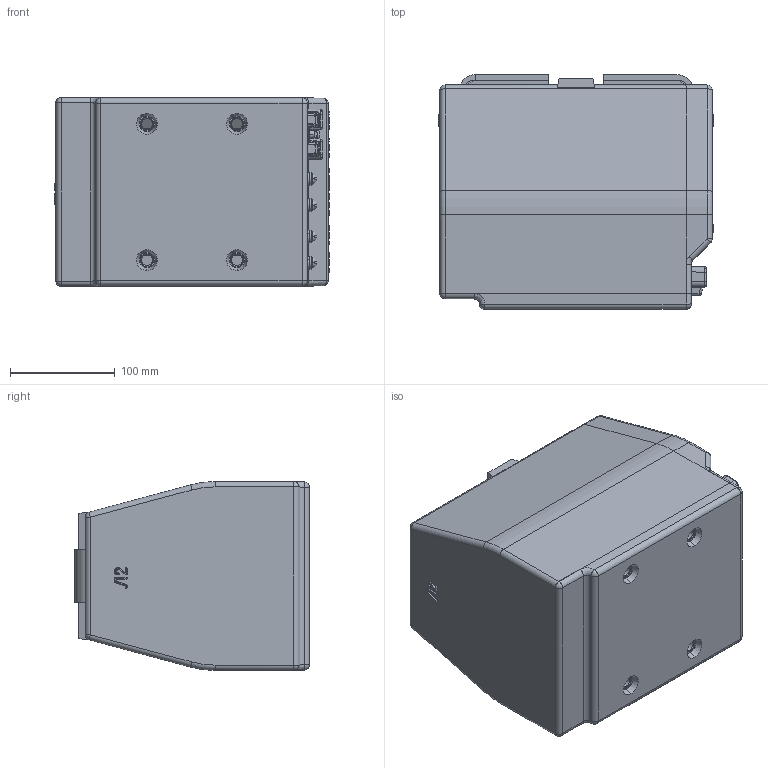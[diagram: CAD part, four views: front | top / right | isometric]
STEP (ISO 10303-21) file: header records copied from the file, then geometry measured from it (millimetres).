
FILE_DESCRIPTION (( 'STEP AP203' ), '1' );
FILE_NAME ('ÒÎË-10 3õ îáì.(10-800).STEP', '2013-09-26T09:46:11', ( '' ), ( '' ), 'SwSTEP 2.0', 'SolidWorks 2010', '' );
FILE_SCHEMA (( 'CONFIG_CONTROL_DESIGN' ));
Products named in the file (1): ÒÎË-10 3õ îáì.(10-800)
Bounding box: 263 x 224 x 180 mm (x, y, z)
Surface area: 283795.5 mm2 (no closed solid volume)
Topology: 0 solids, 120 shells, 907 faces, 7970 edges, 7132 vertices
Faces by surface type: plane 467, bspline 144, cylinder 141, cone 123, sphere 28, torus 4
Entity records: 104707 total; most frequent: CARTESIAN_POINT 55475, ORIENTED_EDGE 9464, EDGE_CURVE 7951, VERTEX_POINT 7132, DIRECTION 6934, VECTOR 4042, LINE 4042, B_SPLINE_CURVE_WITH_KNOTS 3132
